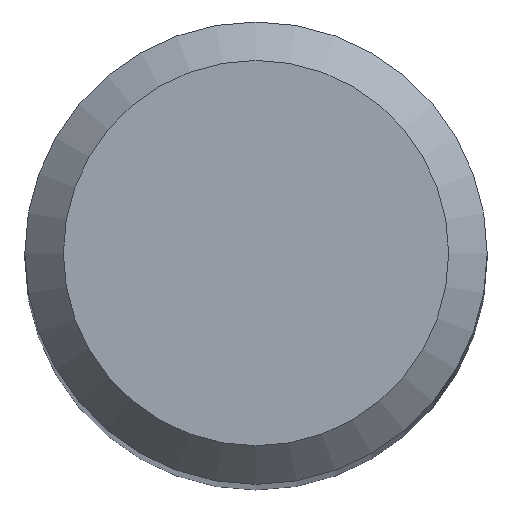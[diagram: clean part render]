
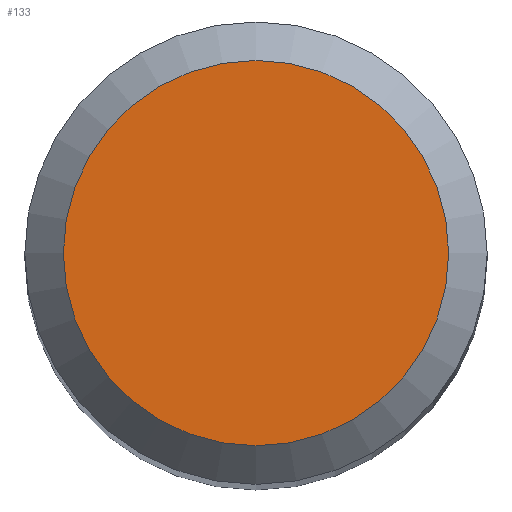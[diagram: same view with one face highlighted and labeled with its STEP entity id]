
A CAD part, top view. The second image highlights one B-rep face of the part: STEP entity #133.
In plain terms, the highlighted planar face has unit normal (0, 0, 1).
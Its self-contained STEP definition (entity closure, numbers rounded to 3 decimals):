
#3 = AXIS2_PLACEMENT_3D ( 'NONE', #16, #219, #99 ) ;
#16 = CARTESIAN_POINT ( 'NONE',  ( 0., 0., 50. ) ) ;
#19 = DIRECTION ( 'NONE',  ( 0., 1., 0. ) ) ;
#35 = PLANE ( 'NONE',  #3 ) ;
#38 = FACE_OUTER_BOUND ( 'NONE', #196, .T. ) ;
#68 = CARTESIAN_POINT ( 'NONE',  ( 0., 2.5, 50. ) ) ;
#88 = DIRECTION ( 'NONE',  ( 0., 0., -1. ) ) ;
#99 = DIRECTION ( 'NONE',  ( 0., 1., 0. ) ) ;
#107 = VERTEX_POINT ( 'NONE', #68 ) ;
#110 = CIRCLE ( 'NONE', #176, 2.5 ) ;
#133 = ADVANCED_FACE ( 'NONE', ( #38 ), #35, .F. ) ;
#150 = EDGE_CURVE ( 'NONE', #107, #107, #110, .T. ) ;
#176 = AXIS2_PLACEMENT_3D ( 'NONE', #203, #88, #19 ) ;
#196 = EDGE_LOOP ( 'NONE', ( #201 ) ) ;
#201 = ORIENTED_EDGE ( 'NONE', *, *, #150, .F. ) ;
#203 = CARTESIAN_POINT ( 'NONE',  ( 0., 0., 50. ) ) ;
#219 = DIRECTION ( 'NONE',  ( 0., 0., -1. ) ) ;
